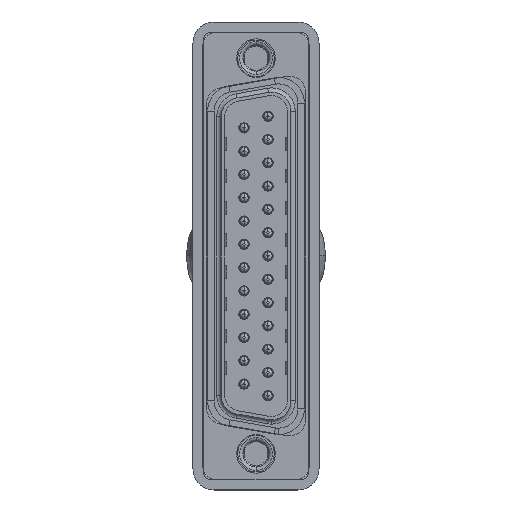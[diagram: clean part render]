
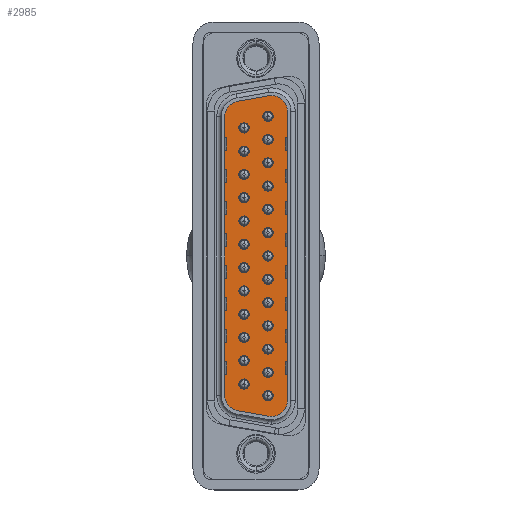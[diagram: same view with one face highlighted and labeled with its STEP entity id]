
A CAD part, front view. The second image highlights one B-rep face of the part: STEP entity #2985.
In plain terms, the highlighted face is planar.
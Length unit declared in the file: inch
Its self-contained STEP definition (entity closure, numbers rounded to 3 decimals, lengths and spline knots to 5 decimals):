
#2985 = ADVANCED_FACE ( 'NONE', ( #50794 ), #51846, .T. ) ;
#7470 = VERTEX_POINT ( 'NONE', #54641 ) ;
#7472 = VERTEX_POINT ( 'NONE', #54642 ) ;
#7497 = VERTEX_POINT ( 'NONE', #54661 ) ;
#7499 = VERTEX_POINT ( 'NONE', #54662 ) ;
#7511 = VERTEX_POINT ( 'NONE', #54672 ) ;
#7514 = VERTEX_POINT ( 'NONE', #54675 ) ;
#7516 = VERTEX_POINT ( 'NONE', #54677 ) ;
#7520 = VERTEX_POINT ( 'NONE', #54679 ) ;
#7524 = VERTEX_POINT ( 'NONE', #54681 ) ;
#18793 = ORIENTED_EDGE ( 'NONE', *, *, #20374, .T. ) ;
#18796 = ORIENTED_EDGE ( 'NONE', *, *, #20433, .T. ) ;
#18798 = ORIENTED_EDGE ( 'NONE', *, *, #20414, .T. ) ;
#18800 = ORIENTED_EDGE ( 'NONE', *, *, #20417, .T. ) ;
#18802 = ORIENTED_EDGE ( 'NONE', *, *, #20420, .T. ) ;
#18804 = ORIENTED_EDGE ( 'NONE', *, *, #20423, .T. ) ;
#18806 = ORIENTED_EDGE ( 'NONE', *, *, #20426, .T. ) ;
#18809 = ORIENTED_EDGE ( 'NONE', *, *, #20429, .T. ) ;
#18811 = ORIENTED_EDGE ( 'NONE', *, *, #20431, .T. ) ;
#20374 = EDGE_CURVE ( 'NONE', #7470, #7472, #62095, .T. ) ;
#20414 = EDGE_CURVE ( 'NONE', #7497, #7511, #62160, .T. ) ;
#20417 = EDGE_CURVE ( 'NONE', #7511, #7499, #62165, .T. ) ;
#20420 = EDGE_CURVE ( 'NONE', #7499, #7514, #62170, .T. ) ;
#20423 = EDGE_CURVE ( 'NONE', #7514, #7516, #62175, .T. ) ;
#20426 = EDGE_CURVE ( 'NONE', #7516, #7520, #62180, .T. ) ;
#20429 = EDGE_CURVE ( 'NONE', #7520, #7524, #62185, .T. ) ;
#20431 = EDGE_CURVE ( 'NONE', #7524, #7470, #66979, .T. ) ;
#20433 = EDGE_CURVE ( 'NONE', #7472, #7497, #66981, .T. ) ;
#39973 = EDGE_LOOP ( 'NONE', ( #18793, #18796, #18798, #18800, #18802, #18804, #18806, #18809, #18811 ) ) ;
#46998 = AXIS2_PLACEMENT_3D ( 'NONE', #51844, #51848, #51849 ) ;
#50794 = FACE_OUTER_BOUND ( 'NONE', #39973, .T. ) ;
#51844 = CARTESIAN_POINT ( 'NONE',  ( 0.7015, 0.097, -0.016 ) ) ;
#51846 = PLANE ( 'NONE',  #46998 ) ;
#51848 = DIRECTION ( 'NONE',  ( 0., 0., 1. ) ) ;
#51849 = DIRECTION ( 'NONE',  ( 1., 0., 0. ) ) ;
#54641 = CARTESIAN_POINT ( 'NONE',  ( 0.80413, 0.09037, -0.016 ) ) ;
#54642 = CARTESIAN_POINT ( 'NONE',  ( 0.8055, 0.106, -0.016 ) ) ;
#54661 = CARTESIAN_POINT ( 'NONE',  ( 0.7155, 0.196, -0.016 ) ) ;
#54662 = CARTESIAN_POINT ( 'NONE',  ( -0.80413, 0.09037, -0.016 ) ) ;
#54672 = CARTESIAN_POINT ( 'NONE',  ( -0.7155, 0.196, -0.016 ) ) ;
#54675 = CARTESIAN_POINT ( 'NONE',  ( -0.76675, -0.12163, -0.016 ) ) ;
#54677 = CARTESIAN_POINT ( 'NONE',  ( -0.67812, -0.196, -0.016 ) ) ;
#54679 = CARTESIAN_POINT ( 'NONE',  ( 0.67812, -0.196, -0.016 ) ) ;
#54681 = CARTESIAN_POINT ( 'NONE',  ( 0.76675, -0.12163, -0.016 ) ) ;
#62095 = CIRCLE ( 'NONE', #64446, 0.09 ) ;
#62160 = LINE ( 'NONE', #66903, #62163 ) ;
#62163 = VECTOR ( 'NONE', #66904, 39.37008 ) ;
#62165 = CIRCLE ( 'NONE', #64462, 0.09 ) ;
#62170 = LINE ( 'NONE', #66916, #62173 ) ;
#62173 = VECTOR ( 'NONE', #66917, 39.37008 ) ;
#62175 = CIRCLE ( 'NONE', #64464, 0.09 ) ;
#62180 = LINE ( 'NONE', #66930, #62183 ) ;
#62183 = VECTOR ( 'NONE', #66931, 39.37008 ) ;
#62185 = CIRCLE ( 'NONE', #64466, 0.09 ) ;
#64446 = AXIS2_PLACEMENT_3D ( 'NONE', #66808, #66809, #66810 ) ;
#64462 = AXIS2_PLACEMENT_3D ( 'NONE', #66911, #66912, #66913 ) ;
#64464 = AXIS2_PLACEMENT_3D ( 'NONE', #66925, #66926, #66927 ) ;
#64466 = AXIS2_PLACEMENT_3D ( 'NONE', #66938, #66939, #66940 ) ;
#64468 = AXIS2_PLACEMENT_3D ( 'NONE', #66947, #66948, #66949 ) ;
#66808 = CARTESIAN_POINT ( 'NONE',  ( 0.7155, 0.106, -0.016 ) ) ;
#66809 = DIRECTION ( 'NONE',  ( 0., 0., 1. ) ) ;
#66810 = DIRECTION ( 'NONE',  ( 1., 0., 0. ) ) ;
#66903 = CARTESIAN_POINT ( 'NONE',  ( -0.7155, 0.196, -0.016 ) ) ;
#66904 = DIRECTION ( 'NONE',  ( -1., 0., 0. ) ) ;
#66911 = CARTESIAN_POINT ( 'NONE',  ( -0.7155, 0.106, -0.016 ) ) ;
#66912 = DIRECTION ( 'NONE',  ( 0., 0., 1. ) ) ;
#66913 = DIRECTION ( 'NONE',  ( 1., 0., 0. ) ) ;
#66916 = CARTESIAN_POINT ( 'NONE',  ( -0.76675, -0.12163, -0.016 ) ) ;
#66917 = DIRECTION ( 'NONE',  ( 0.174, -0.985, 0. ) ) ;
#66925 = CARTESIAN_POINT ( 'NONE',  ( -0.67812, -0.106, -0.016 ) ) ;
#66926 = DIRECTION ( 'NONE',  ( 0., 0., 1. ) ) ;
#66927 = DIRECTION ( 'NONE',  ( 1., 0., 0. ) ) ;
#66930 = CARTESIAN_POINT ( 'NONE',  ( 0.67812, -0.196, -0.016 ) ) ;
#66931 = DIRECTION ( 'NONE',  ( 1., 0., 0. ) ) ;
#66938 = CARTESIAN_POINT ( 'NONE',  ( 0.67812, -0.106, -0.016 ) ) ;
#66939 = DIRECTION ( 'NONE',  ( 0., 0., 1. ) ) ;
#66940 = DIRECTION ( 'NONE',  ( 1., 0., 0. ) ) ;
#66941 = CARTESIAN_POINT ( 'NONE',  ( 0.80413, 0.09037, -0.016 ) ) ;
#66942 = DIRECTION ( 'NONE',  ( 0.174, 0.985, 0. ) ) ;
#66947 = CARTESIAN_POINT ( 'NONE',  ( 0.7155, 0.106, -0.016 ) ) ;
#66948 = DIRECTION ( 'NONE',  ( 0., 0., 1. ) ) ;
#66949 = DIRECTION ( 'NONE',  ( 1., 0., 0. ) ) ;
#66979 = LINE ( 'NONE', #66941, #66980 ) ;
#66980 = VECTOR ( 'NONE', #66942, 39.37008 ) ;
#66981 = CIRCLE ( 'NONE', #64468, 0.09 ) ;
